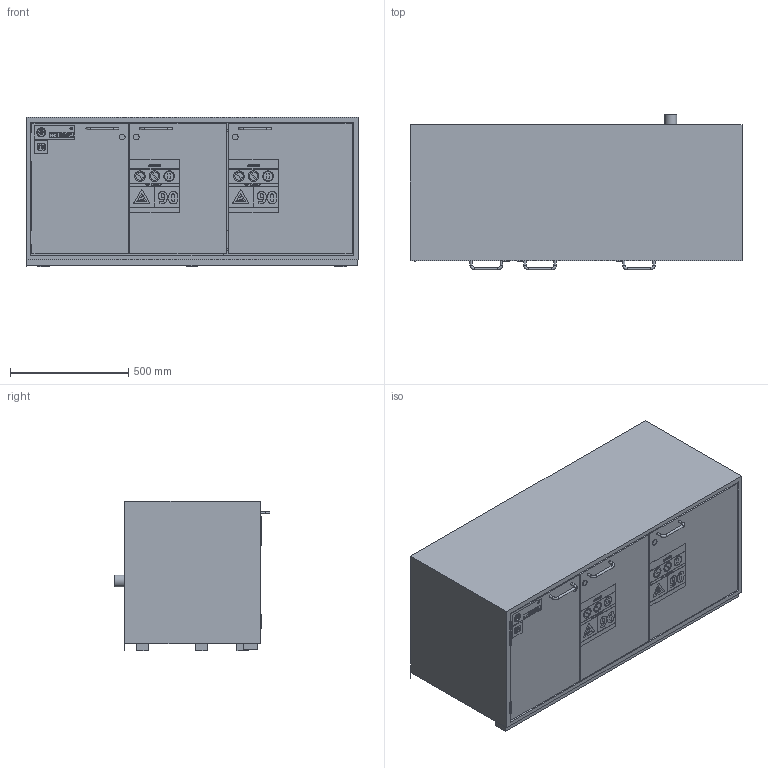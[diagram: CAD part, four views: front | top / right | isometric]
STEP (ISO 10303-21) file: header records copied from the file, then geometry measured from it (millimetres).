
FILE_DESCRIPTION(/* description */ (''),/* implementation_level */ '2;1');
FILE_NAME(/* name */ 'UB90.060.140.S2T_30410-001-30412_CD.stp',/* time_stamp */ '2017-03-03T14:17:13+01:00',/* author */ ('pproduktmanagement'),/* organization */ (''),/* preprocessor_version */ 'ST-DEVELOPER v16.5',/* originating_system */ 'Autodesk Inventor 2017',/* authorisation */ '');
FILE_SCHEMA (('AUTOMOTIVE_DESIGN { 1 0 10303 214 3 1 1 }'));
Length unit declared in the file: millimetre
Products named in the file (2): UB90.060.140.S2T_30410-001_alles verbaut; UB90.060.140.S2T_30410-001-30412_CD
Assembly tree (1 placements, depth 2):
  UB90.060.140.S2T_30410-001_alles verbaut
    UB90.060.140.S2T_30410-001-30412_CD
Bounding box: 1402 x 658.5 x 630.88 mm (x, y, z)
Volume: 205796351.4 mm3; surface area: 11691958.8 mm2
Topology: 11 solids, 14 shells, 1144 faces, 2947 edges, 1963 vertices
Faces by surface type: plane 766, bspline 270, cylinder 102, torus 6
Full cylindrical faces by diameter (mm): 4 x1, 5 x5, 10 x6, 10.3 x3, 20 x36, 25 x3, 33.8 x1, 37.8 x1, 40 x2, 45 x6, 50 x5
Entity records: 37267 total; most frequent: CARTESIAN_POINT 10187, ORIENTED_EDGE 5684, DIRECTION 4257, EDGE_CURVE 2839, LINE 2095, VECTOR 2095, VERTEX_POINT 1927, EDGE_LOOP 1433
